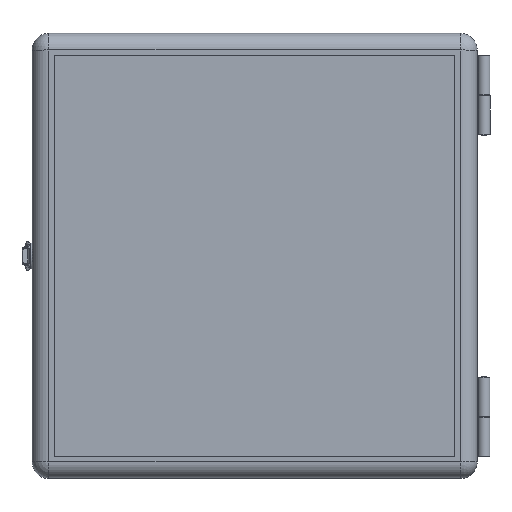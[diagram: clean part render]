
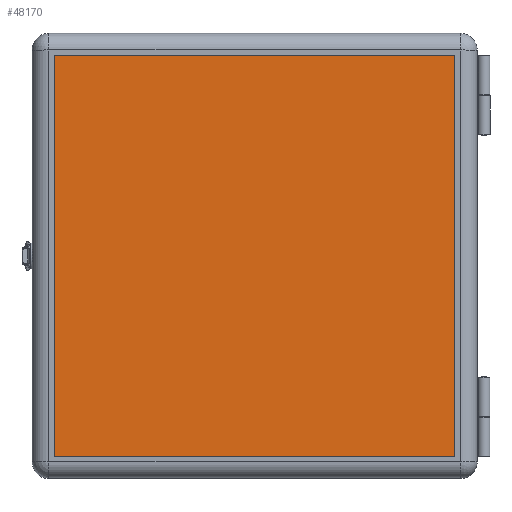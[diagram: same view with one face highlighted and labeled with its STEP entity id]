
A CAD part, top view. The second image highlights one B-rep face of the part: STEP entity #48170.
In plain terms, the highlighted face is planar.
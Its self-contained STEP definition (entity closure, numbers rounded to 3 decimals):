
#2294 = EDGE_CURVE ( 'NONE', #34894, #34905, #49172, .T. ) ;
#2303 = EDGE_CURVE ( 'NONE', #34907, #34894, #49193, .T. ) ;
#2307 = EDGE_CURVE ( 'NONE', #34905, #34796, #49199, .T. ) ;
#2313 = EDGE_CURVE ( 'NONE', #34796, #34907, #49208, .T. ) ;
#4945 = ORIENTED_EDGE ( 'NONE', *, *, #2294, .F. ) ;
#4946 = ORIENTED_EDGE ( 'NONE', *, *, #2303, .F. ) ;
#4948 = ORIENTED_EDGE ( 'NONE', *, *, #2313, .F. ) ;
#4950 = ORIENTED_EDGE ( 'NONE', *, *, #2307, .F. ) ;
#29506 = EDGE_LOOP ( 'NONE', ( #4945, #4946, #4948, #4950 ) ) ;
#34796 = VERTEX_POINT ( 'NONE', #46454 ) ;
#34894 = VERTEX_POINT ( 'NONE', #46507 ) ;
#34905 = VERTEX_POINT ( 'NONE', #46513 ) ;
#34907 = VERTEX_POINT ( 'NONE', #46514 ) ;
#46454 = CARTESIAN_POINT ( 'NONE',  ( 180., 180., 0. ) ) ;
#46507 = CARTESIAN_POINT ( 'NONE',  ( -180., -180., 0. ) ) ;
#46513 = CARTESIAN_POINT ( 'NONE',  ( 180., -180., 0. ) ) ;
#46514 = CARTESIAN_POINT ( 'NONE',  ( -180., 180., 0. ) ) ;
#48170 = ADVANCED_FACE ( 'NONE', ( #55720 ), #55721, .F. ) ;
#49172 = LINE ( 'NONE', #49182, #59193 ) ;
#49182 = CARTESIAN_POINT ( 'NONE',  ( -185., -180., 0. ) ) ;
#49184 = DIRECTION ( 'NONE',  ( 1., 0., 0. ) ) ;
#49193 = LINE ( 'NONE', #49194, #59198 ) ;
#49194 = CARTESIAN_POINT ( 'NONE',  ( -180., -185., 0. ) ) ;
#49195 = DIRECTION ( 'NONE',  ( 0., -1., 0. ) ) ;
#49199 = LINE ( 'NONE', #49200, #59200 ) ;
#49200 = CARTESIAN_POINT ( 'NONE',  ( 180., -185., 0. ) ) ;
#49201 = DIRECTION ( 'NONE',  ( 0., 1., 0. ) ) ;
#49208 = LINE ( 'NONE', #49210, #59203 ) ;
#49210 = CARTESIAN_POINT ( 'NONE',  ( -185., 180., 0. ) ) ;
#49211 = DIRECTION ( 'NONE',  ( -1., 0., 0. ) ) ;
#53059 = AXIS2_PLACEMENT_3D ( 'NONE', #55712, #55723, #55724 ) ;
#55712 = CARTESIAN_POINT ( 'NONE',  ( -185., -185., 0. ) ) ;
#55720 = FACE_OUTER_BOUND ( 'NONE', #29506, .T. ) ;
#55721 = PLANE ( 'NONE',  #53059 ) ;
#55723 = DIRECTION ( 'NONE',  ( 0., 0., 1. ) ) ;
#55724 = DIRECTION ( 'NONE',  ( 1., 0., 0. ) ) ;
#59193 = VECTOR ( 'NONE', #49184, 1000. ) ;
#59198 = VECTOR ( 'NONE', #49195, 1000. ) ;
#59200 = VECTOR ( 'NONE', #49201, 1000. ) ;
#59203 = VECTOR ( 'NONE', #49211, 1000. ) ;
